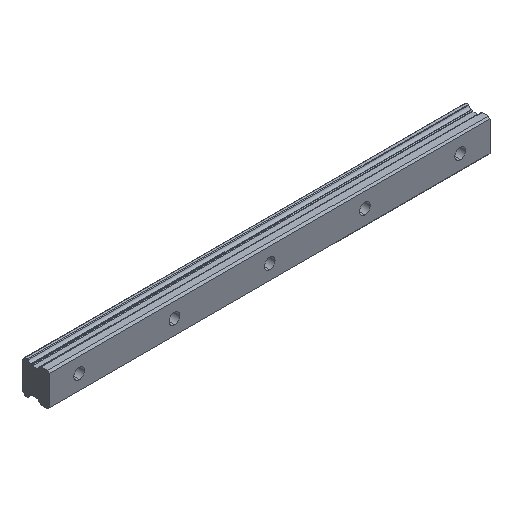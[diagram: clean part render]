
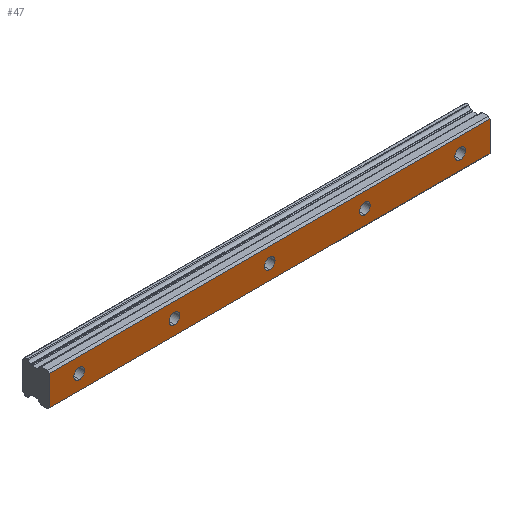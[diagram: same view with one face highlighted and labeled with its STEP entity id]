
A CAD part, isometric view. The second image highlights one B-rep face of the part: STEP entity #47.
In plain terms, the highlighted planar face has unit normal (0, -1, 0).
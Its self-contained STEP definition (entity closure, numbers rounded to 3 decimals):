
#8 = DIRECTION ( 'NONE',  ( 0., 0., 1. ) ) ;
#37 = CIRCLE ( 'NONE', #1164, 4.5 ) ;
#42 = DIRECTION ( 'NONE',  ( 0., -1., 0. ) ) ;
#46 = CARTESIAN_POINT ( 'NONE',  ( 240., 0., 4.5 ) ) ;
#47 = ADVANCED_FACE ( 'NONE', ( #119, #773, #1089, #288, #1909, #157 ), #1900, .F. ) ;
#49 = DIRECTION ( 'NONE',  ( 0., -1., 0. ) ) ;
#83 = CARTESIAN_POINT ( 'NONE',  ( 0., 0., -4.5 ) ) ;
#85 = ORIENTED_EDGE ( 'NONE', *, *, #1582, .F. ) ;
#86 = CARTESIAN_POINT ( 'NONE',  ( 160., 0., 0. ) ) ;
#94 = VERTEX_POINT ( 'NONE', #1141 ) ;
#119 = FACE_OUTER_BOUND ( 'NONE', #1155, .T. ) ;
#141 = EDGE_LOOP ( 'NONE', ( #1232, #172 ) ) ;
#157 = FACE_BOUND ( 'NONE', #141, .T. ) ;
#171 = DIRECTION ( 'NONE',  ( 0., 0., -1. ) ) ;
#172 = ORIENTED_EDGE ( 'NONE', *, *, #212, .F. ) ;
#196 = EDGE_CURVE ( 'NONE', #1945, #1733, #886, .T. ) ;
#198 = CARTESIAN_POINT ( 'NONE',  ( -25., 0., -12.5 ) ) ;
#212 = EDGE_CURVE ( 'NONE', #1733, #1945, #1518, .T. ) ;
#232 = ORIENTED_EDGE ( 'NONE', *, *, #1042, .F. ) ;
#251 = VECTOR ( 'NONE', #1513, 1000. ) ;
#252 = EDGE_LOOP ( 'NONE', ( #85, #874 ) ) ;
#272 = ORIENTED_EDGE ( 'NONE', *, *, #879, .F. ) ;
#288 = FACE_BOUND ( 'NONE', #252, .T. ) ;
#317 = EDGE_CURVE ( 'NONE', #1624, #1520, #917, .T. ) ;
#378 = VERTEX_POINT ( 'NONE', #1829 ) ;
#384 = EDGE_CURVE ( 'NONE', #1137, #1558, #1673, .T. ) ;
#401 = EDGE_CURVE ( 'NONE', #1591, #1648, #632, .T. ) ;
#403 = DIRECTION ( 'NONE',  ( 0., 0., 1. ) ) ;
#431 = EDGE_LOOP ( 'NONE', ( #1109, #272 ) ) ;
#468 = CIRCLE ( 'NONE', #1392, 4.5 ) ;
#481 = DIRECTION ( 'NONE',  ( -1., 0., 0. ) ) ;
#489 = DIRECTION ( 'NONE',  ( 0., -1., 0. ) ) ;
#495 = ORIENTED_EDGE ( 'NONE', *, *, #401, .F. ) ;
#513 = CARTESIAN_POINT ( 'NONE',  ( 160., 0., -4.5 ) ) ;
#514 = AXIS2_PLACEMENT_3D ( 'NONE', #1111, #1585, #795 ) ;
#537 = CARTESIAN_POINT ( 'NONE',  ( 240., 0., 0. ) ) ;
#550 = EDGE_LOOP ( 'NONE', ( #1036, #944 ) ) ;
#556 = VERTEX_POINT ( 'NONE', #46 ) ;
#578 = CARTESIAN_POINT ( 'NONE',  ( 80., 0., -4.5 ) ) ;
#592 = EDGE_CURVE ( 'NONE', #596, #556, #1120, .T. ) ;
#596 = VERTEX_POINT ( 'NONE', #1808 ) ;
#597 = DIRECTION ( 'NONE',  ( 0., 0., 1. ) ) ;
#625 = AXIS2_PLACEMENT_3D ( 'NONE', #537, #1637, #1166 ) ;
#628 = DIRECTION ( 'NONE',  ( 0., 0., 1. ) ) ;
#632 = LINE ( 'NONE', #1101, #1050 ) ;
#650 = LINE ( 'NONE', #1289, #1702 ) ;
#652 = DIRECTION ( 'NONE',  ( 0., 0., 1. ) ) ;
#729 = DIRECTION ( 'NONE',  ( 0., 0., 1. ) ) ;
#745 = VERTEX_POINT ( 'NONE', #83 ) ;
#748 = EDGE_LOOP ( 'NONE', ( #1989, #855 ) ) ;
#773 = FACE_BOUND ( 'NONE', #550, .T. ) ;
#795 = DIRECTION ( 'NONE',  ( 0., 0., 1. ) ) ;
#829 = VECTOR ( 'NONE', #8, 1000. ) ;
#846 = DIRECTION ( 'NONE',  ( 0., 0., 1. ) ) ;
#855 = ORIENTED_EDGE ( 'NONE', *, *, #902, .F. ) ;
#874 = ORIENTED_EDGE ( 'NONE', *, *, #592, .F. ) ;
#875 = CARTESIAN_POINT ( 'NONE',  ( 345., 0., 12.5 ) ) ;
#879 = EDGE_CURVE ( 'NONE', #1520, #1624, #37, .T. ) ;
#886 = CIRCLE ( 'NONE', #1857, 4.5 ) ;
#897 = CIRCLE ( 'NONE', #625, 4.5 ) ;
#902 = EDGE_CURVE ( 'NONE', #94, #1443, #1470, .T. ) ;
#917 = CIRCLE ( 'NONE', #1690, 4.5 ) ;
#931 = AXIS2_PLACEMENT_3D ( 'NONE', #1821, #1985, #846 ) ;
#944 = ORIENTED_EDGE ( 'NONE', *, *, #1912, .F. ) ;
#961 = CARTESIAN_POINT ( 'NONE',  ( -25., 0., 12.5 ) ) ;
#990 = CARTESIAN_POINT ( 'NONE',  ( 345., 0., 12.5 ) ) ;
#996 = DIRECTION ( 'NONE',  ( 0., 0., 1. ) ) ;
#998 = CARTESIAN_POINT ( 'NONE',  ( 320., 0., 0. ) ) ;
#1002 = CARTESIAN_POINT ( 'NONE',  ( 345., 0., -12.5 ) ) ;
#1031 = CARTESIAN_POINT ( 'NONE',  ( -25., 0., 12.5 ) ) ;
#1033 = AXIS2_PLACEMENT_3D ( 'NONE', #2020, #1408, #628 ) ;
#1036 = ORIENTED_EDGE ( 'NONE', *, *, #1664, .F. ) ;
#1042 = EDGE_CURVE ( 'NONE', #1648, #1137, #1623, .T. ) ;
#1050 = VECTOR ( 'NONE', #481, 1000. ) ;
#1089 = FACE_BOUND ( 'NONE', #748, .T. ) ;
#1101 = CARTESIAN_POINT ( 'NONE',  ( 345., 0., -12.5 ) ) ;
#1109 = ORIENTED_EDGE ( 'NONE', *, *, #317, .F. ) ;
#1111 = CARTESIAN_POINT ( 'NONE',  ( 345., 0., 12.5 ) ) ;
#1120 = CIRCLE ( 'NONE', #1995, 4.5 ) ;
#1137 = VERTEX_POINT ( 'NONE', #1031 ) ;
#1140 = CARTESIAN_POINT ( 'NONE',  ( 240., 0., 0. ) ) ;
#1141 = CARTESIAN_POINT ( 'NONE',  ( 320., 0., -4.5 ) ) ;
#1146 = CARTESIAN_POINT ( 'NONE',  ( 320., 0., 4.5 ) ) ;
#1155 = EDGE_LOOP ( 'NONE', ( #495, #1583, #1961, #232 ) ) ;
#1162 = CARTESIAN_POINT ( 'NONE',  ( 80., 0., 0. ) ) ;
#1164 = AXIS2_PLACEMENT_3D ( 'NONE', #1385, #1570, #597 ) ;
#1166 = DIRECTION ( 'NONE',  ( 0., 0., 1. ) ) ;
#1232 = ORIENTED_EDGE ( 'NONE', *, *, #196, .F. ) ;
#1276 = AXIS2_PLACEMENT_3D ( 'NONE', #1162, #489, #1609 ) ;
#1289 = CARTESIAN_POINT ( 'NONE',  ( 345., 0., 12.5 ) ) ;
#1361 = CIRCLE ( 'NONE', #2039, 4.5 ) ;
#1385 = CARTESIAN_POINT ( 'NONE',  ( 160., 0., 0. ) ) ;
#1392 = AXIS2_PLACEMENT_3D ( 'NONE', #1565, #1866, #1732 ) ;
#1408 = DIRECTION ( 'NONE',  ( 0., -1., 0. ) ) ;
#1409 = EDGE_CURVE ( 'NONE', #1558, #1591, #650, .T. ) ;
#1443 = VERTEX_POINT ( 'NONE', #1146 ) ;
#1470 = CIRCLE ( 'NONE', #1033, 4.5 ) ;
#1481 = CARTESIAN_POINT ( 'NONE',  ( 80., 0., 4.5 ) ) ;
#1513 = DIRECTION ( 'NONE',  ( 1., 0., 0. ) ) ;
#1518 = CIRCLE ( 'NONE', #1276, 4.5 ) ;
#1520 = VERTEX_POINT ( 'NONE', #513 ) ;
#1558 = VERTEX_POINT ( 'NONE', #990 ) ;
#1565 = CARTESIAN_POINT ( 'NONE',  ( 0., 0., 0. ) ) ;
#1570 = DIRECTION ( 'NONE',  ( 0., -1., 0. ) ) ;
#1582 = EDGE_CURVE ( 'NONE', #556, #596, #897, .T. ) ;
#1583 = ORIENTED_EDGE ( 'NONE', *, *, #1409, .F. ) ;
#1585 = DIRECTION ( 'NONE',  ( 0., 1., 0. ) ) ;
#1591 = VERTEX_POINT ( 'NONE', #1002 ) ;
#1601 = CIRCLE ( 'NONE', #931, 4.5 ) ;
#1609 = DIRECTION ( 'NONE',  ( 0., 0., 1. ) ) ;
#1623 = LINE ( 'NONE', #961, #829 ) ;
#1624 = VERTEX_POINT ( 'NONE', #1655 ) ;
#1637 = DIRECTION ( 'NONE',  ( 0., -1., 0. ) ) ;
#1648 = VERTEX_POINT ( 'NONE', #198 ) ;
#1655 = CARTESIAN_POINT ( 'NONE',  ( 160., 0., 4.5 ) ) ;
#1664 = EDGE_CURVE ( 'NONE', #378, #745, #468, .T. ) ;
#1673 = LINE ( 'NONE', #875, #251 ) ;
#1690 = AXIS2_PLACEMENT_3D ( 'NONE', #86, #2006, #729 ) ;
#1702 = VECTOR ( 'NONE', #171, 1000. ) ;
#1732 = DIRECTION ( 'NONE',  ( 0., 0., 1. ) ) ;
#1733 = VERTEX_POINT ( 'NONE', #578 ) ;
#1796 = DIRECTION ( 'NONE',  ( 0., -1., 0. ) ) ;
#1808 = CARTESIAN_POINT ( 'NONE',  ( 240., 0., -4.5 ) ) ;
#1821 = CARTESIAN_POINT ( 'NONE',  ( 0., 0., 0. ) ) ;
#1829 = CARTESIAN_POINT ( 'NONE',  ( 0., 0., 4.5 ) ) ;
#1857 = AXIS2_PLACEMENT_3D ( 'NONE', #1942, #49, #996 ) ;
#1866 = DIRECTION ( 'NONE',  ( 0., -1., 0. ) ) ;
#1900 = PLANE ( 'NONE',  #514 ) ;
#1909 = FACE_BOUND ( 'NONE', #431, .T. ) ;
#1912 = EDGE_CURVE ( 'NONE', #745, #378, #1601, .T. ) ;
#1942 = CARTESIAN_POINT ( 'NONE',  ( 80., 0., 0. ) ) ;
#1945 = VERTEX_POINT ( 'NONE', #1481 ) ;
#1961 = ORIENTED_EDGE ( 'NONE', *, *, #384, .F. ) ;
#1985 = DIRECTION ( 'NONE',  ( 0., -1., 0. ) ) ;
#1989 = ORIENTED_EDGE ( 'NONE', *, *, #2028, .F. ) ;
#1995 = AXIS2_PLACEMENT_3D ( 'NONE', #1140, #1796, #652 ) ;
#2006 = DIRECTION ( 'NONE',  ( 0., -1., 0. ) ) ;
#2020 = CARTESIAN_POINT ( 'NONE',  ( 320., 0., 0. ) ) ;
#2028 = EDGE_CURVE ( 'NONE', #1443, #94, #1361, .T. ) ;
#2039 = AXIS2_PLACEMENT_3D ( 'NONE', #998, #42, #403 ) ;
